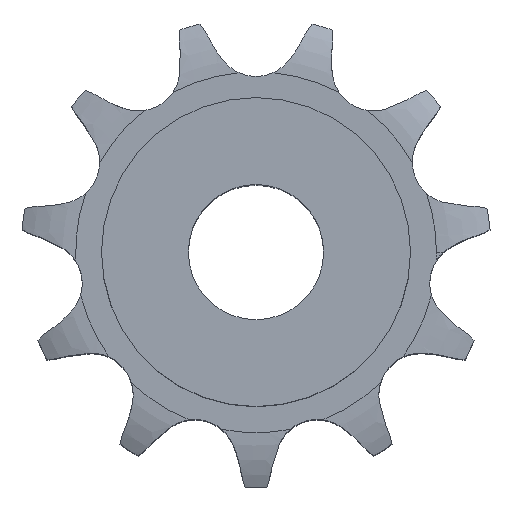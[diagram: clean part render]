
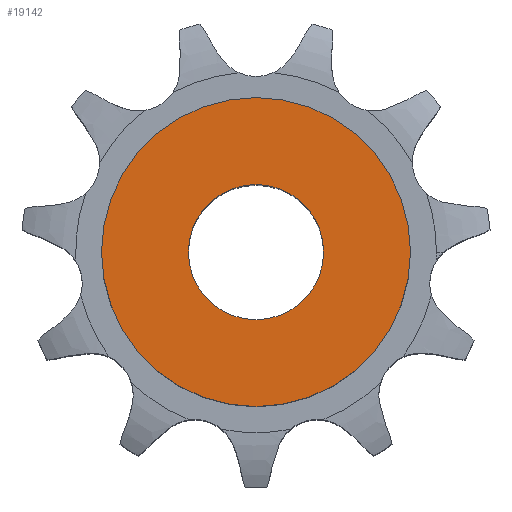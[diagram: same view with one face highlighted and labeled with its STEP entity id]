
A CAD part, top view. The second image highlights one B-rep face of the part: STEP entity #19142.
In plain terms, the highlighted planar face has unit normal (0, 0, 1).
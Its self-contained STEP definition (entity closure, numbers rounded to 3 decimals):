
#10370 = CYLINDRICAL_SURFACE('',#10371,7.);
#10371 = AXIS2_PLACEMENT_3D('',#10372,#10373,#10374);
#10372 = CARTESIAN_POINT('',(0.,0.,95.488));
#10373 = DIRECTION('',(0.,0.,1.));
#10374 = DIRECTION('',(1.,0.,0.));
#13115 = EDGE_CURVE('',#13116,#13116,#13118,.T.);
#13116 = VERTEX_POINT('',#13117);
#13117 = CARTESIAN_POINT('',(7.,0.,50.));
#13118 = SURFACE_CURVE('',#13119,(#13124,#13131),.PCURVE_S1.);
#13119 = CIRCLE('',#13120,7.);
#13120 = AXIS2_PLACEMENT_3D('',#13121,#13122,#13123);
#13121 = CARTESIAN_POINT('',(0.,0.,50.));
#13122 = DIRECTION('',(0.,0.,1.));
#13123 = DIRECTION('',(1.,0.,0.));
#13124 = PCURVE('',#10370,#13125);
#13125 = DEFINITIONAL_REPRESENTATION('',(#13126),#13130);
#13126 = LINE('',#13127,#13128);
#13127 = CARTESIAN_POINT('',(0.,-45.488));
#13128 = VECTOR('',#13129,1.);
#13129 = DIRECTION('',(1.,0.));
#13130 = ( GEOMETRIC_REPRESENTATION_CONTEXT(2) 
PARAMETRIC_REPRESENTATION_CONTEXT() REPRESENTATION_CONTEXT('2D SPACE',''
  ) );
#13131 = PCURVE('',#13132,#13137);
#13132 = PLANE('',#13133);
#13133 = AXIS2_PLACEMENT_3D('',#13134,#13135,#13136);
#13134 = CARTESIAN_POINT('',(0.,0.,50.)
  );
#13135 = DIRECTION('',(0.,0.,1.));
#13136 = DIRECTION('',(1.,0.,0.));
#13137 = DEFINITIONAL_REPRESENTATION('',(#13138),#13142);
#13138 = CIRCLE('',#13139,7.);
#13139 = AXIS2_PLACEMENT_2D('',#13140,#13141);
#13140 = CARTESIAN_POINT('',(0.,0.));
#13141 = DIRECTION('',(1.,0.));
#13142 = ( GEOMETRIC_REPRESENTATION_CONTEXT(2) 
PARAMETRIC_REPRESENTATION_CONTEXT() REPRESENTATION_CONTEXT('2D SPACE',''
  ) );
#19142 = ADVANCED_FACE('',(#19143,#19174),#13132,.T.);
#19143 = FACE_BOUND('',#19144,.T.);
#19144 = EDGE_LOOP('',(#19145));
#19145 = ORIENTED_EDGE('',*,*,#19146,.T.);
#19146 = EDGE_CURVE('',#19147,#19147,#19149,.T.);
#19147 = VERTEX_POINT('',#19148);
#19148 = CARTESIAN_POINT('',(16.,0.,50.));
#19149 = SURFACE_CURVE('',#19150,(#19155,#19162),.PCURVE_S1.);
#19150 = CIRCLE('',#19151,16.);
#19151 = AXIS2_PLACEMENT_3D('',#19152,#19153,#19154);
#19152 = CARTESIAN_POINT('',(0.,0.,50.));
#19153 = DIRECTION('',(0.,0.,1.));
#19154 = DIRECTION('',(1.,0.,0.));
#19155 = PCURVE('',#13132,#19156);
#19156 = DEFINITIONAL_REPRESENTATION('',(#19157),#19161);
#19157 = CIRCLE('',#19158,16.);
#19158 = AXIS2_PLACEMENT_2D('',#19159,#19160);
#19159 = CARTESIAN_POINT('',(0.,0.));
#19160 = DIRECTION('',(1.,0.));
#19161 = ( GEOMETRIC_REPRESENTATION_CONTEXT(2) 
PARAMETRIC_REPRESENTATION_CONTEXT() REPRESENTATION_CONTEXT('2D SPACE',''
  ) );
#19162 = PCURVE('',#19163,#19168);
#19163 = CYLINDRICAL_SURFACE('',#19164,16.);
#19164 = AXIS2_PLACEMENT_3D('',#19165,#19166,#19167);
#19165 = CARTESIAN_POINT('',(0.,0.,0.));
#19166 = DIRECTION('',(-0.,-0.,-1.));
#19167 = DIRECTION('',(1.,0.,0.));
#19168 = DEFINITIONAL_REPRESENTATION('',(#19169),#19173);
#19169 = LINE('',#19170,#19171);
#19170 = CARTESIAN_POINT('',(-0.,-50.));
#19171 = VECTOR('',#19172,1.);
#19172 = DIRECTION('',(-1.,0.));
#19173 = ( GEOMETRIC_REPRESENTATION_CONTEXT(2) 
PARAMETRIC_REPRESENTATION_CONTEXT() REPRESENTATION_CONTEXT('2D SPACE',''
  ) );
#19174 = FACE_BOUND('',#19175,.T.);
#19175 = EDGE_LOOP('',(#19176));
#19176 = ORIENTED_EDGE('',*,*,#13115,.F.);
